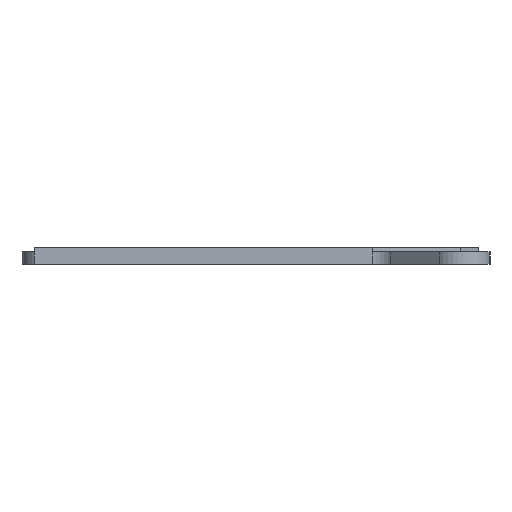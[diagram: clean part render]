
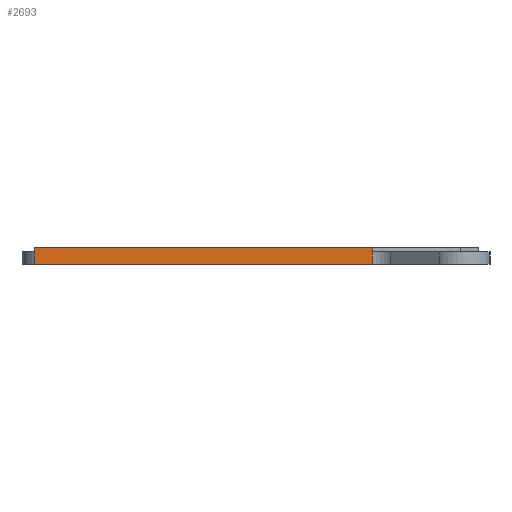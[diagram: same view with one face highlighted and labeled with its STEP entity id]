
A CAD part, front view. The second image highlights one B-rep face of the part: STEP entity #2693.
In plain terms, the highlighted planar face has unit normal (0.022, -1, 0).
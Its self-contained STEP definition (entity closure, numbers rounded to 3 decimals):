
#5 = EDGE_LOOP ( 'NONE', ( #1212, #3212, #2781, #3277, #3249 ) ) ;
#24 = CARTESIAN_POINT ( 'NONE',  ( 247.366, 12.271, 2. ) ) ;
#65 = EDGE_CURVE ( 'NONE', #1821, #565, #2647, .T. ) ;
#91 = EDGE_CURVE ( 'NONE', #454, #565, #219, .T. ) ;
#219 = LINE ( 'NONE', #1550, #998 ) ;
#273 = DIRECTION ( 'NONE',  ( 0., 0., -1. ) ) ;
#388 = CARTESIAN_POINT ( 'NONE',  ( -0.151, 6.746, 2. ) ) ;
#454 = VERTEX_POINT ( 'NONE', #954 ) ;
#469 = LINE ( 'NONE', #1307, #2008 ) ;
#565 = VERTEX_POINT ( 'NONE', #2923 ) ;
#665 = LINE ( 'NONE', #388, #1660 ) ;
#728 = FACE_OUTER_BOUND ( 'NONE', #5, .T. ) ;
#861 = EDGE_CURVE ( 'NONE', #2026, #1821, #665, .T. ) ;
#929 = VECTOR ( 'NONE', #273, 1000. ) ;
#954 = CARTESIAN_POINT ( 'NONE',  ( 247.366, 12.271, 0. ) ) ;
#998 = VECTOR ( 'NONE', #2700, 1000. ) ;
#1177 = CARTESIAN_POINT ( 'NONE',  ( 247.366, 12.271, 2. ) ) ;
#1212 = ORIENTED_EDGE ( 'NONE', *, *, #91, .F. ) ;
#1228 = DIRECTION ( 'NONE',  ( 0.022, -1., 0. ) ) ;
#1307 = CARTESIAN_POINT ( 'NONE',  ( 247.366, 12.271, 2. ) ) ;
#1550 = CARTESIAN_POINT ( 'NONE',  ( -0.151, 6.746, 0. ) ) ;
#1553 = DIRECTION ( 'NONE',  ( 0., 0., -1. ) ) ;
#1588 = CARTESIAN_POINT ( 'NONE',  ( 207.424, 11.38, 2. ) ) ;
#1606 = VERTEX_POINT ( 'NONE', #1797 ) ;
#1660 = VECTOR ( 'NONE', #2828, 1000. ) ;
#1797 = CARTESIAN_POINT ( 'NONE',  ( 247.366, 12.271, 1.5 ) ) ;
#1813 = DIRECTION ( 'NONE',  ( 1., 0.022, 0. ) ) ;
#1821 = VERTEX_POINT ( 'NONE', #1917 ) ;
#1852 = DIRECTION ( 'NONE',  ( 0., 0., -1. ) ) ;
#1917 = CARTESIAN_POINT ( 'NONE',  ( 207.424, 11.38, 2. ) ) ;
#1922 = LINE ( 'NONE', #24, #929 ) ;
#2008 = VECTOR ( 'NONE', #1553, 1000. ) ;
#2026 = VERTEX_POINT ( 'NONE', #1177 ) ;
#2212 = AXIS2_PLACEMENT_3D ( 'NONE', #2925, #1228, #1813 ) ;
#2241 = EDGE_CURVE ( 'NONE', #2026, #1606, #469, .T. ) ;
#2359 = PLANE ( 'NONE',  #2212 ) ;
#2417 = EDGE_CURVE ( 'NONE', #1606, #454, #1922, .T. ) ;
#2647 = LINE ( 'NONE', #1588, #3422 ) ;
#2693 = ADVANCED_FACE ( 'NONE', ( #728 ), #2359, .T. ) ;
#2700 = DIRECTION ( 'NONE',  ( -1., -0.022, 0. ) ) ;
#2781 = ORIENTED_EDGE ( 'NONE', *, *, #2241, .F. ) ;
#2828 = DIRECTION ( 'NONE',  ( -1., -0.022, 0. ) ) ;
#2923 = CARTESIAN_POINT ( 'NONE',  ( 207.424, 11.38, 0. ) ) ;
#2925 = CARTESIAN_POINT ( 'NONE',  ( -0.151, 6.746, 2. ) ) ;
#3212 = ORIENTED_EDGE ( 'NONE', *, *, #2417, .F. ) ;
#3249 = ORIENTED_EDGE ( 'NONE', *, *, #65, .T. ) ;
#3277 = ORIENTED_EDGE ( 'NONE', *, *, #861, .T. ) ;
#3422 = VECTOR ( 'NONE', #1852, 1000. ) ;
